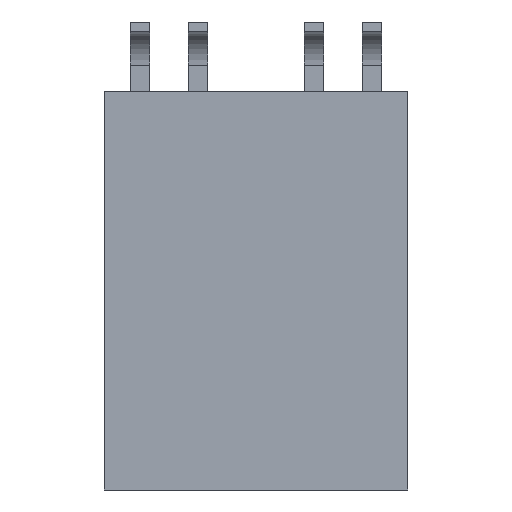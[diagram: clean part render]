
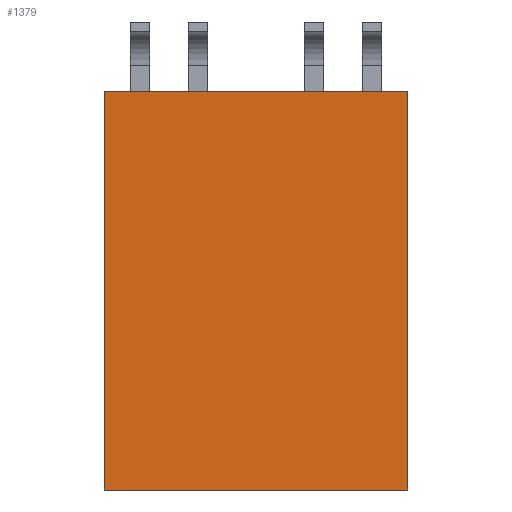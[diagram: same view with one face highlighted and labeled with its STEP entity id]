
A CAD part, front view. The second image highlights one B-rep face of the part: STEP entity #1379.
In plain terms, the highlighted planar face has unit normal (0, -1, 0).
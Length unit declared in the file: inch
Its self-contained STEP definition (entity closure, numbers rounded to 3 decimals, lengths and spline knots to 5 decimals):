
#27 = ORIENTED_EDGE ( 'NONE', *, *, #1560, .F. ) ;
#34 = CARTESIAN_POINT ( 'NONE',  ( -0.39201, 0., -0.515 ) ) ;
#59 = AXIS2_PLACEMENT_3D ( 'NONE', #869, #1308, #548 ) ;
#71 = LINE ( 'NONE', #1351, #304 ) ;
#200 = ORIENTED_EDGE ( 'NONE', *, *, #1605, .F. ) ;
#214 = VERTEX_POINT ( 'NONE', #1863 ) ;
#304 = VECTOR ( 'NONE', #573, 39.37008 ) ;
#364 = ORIENTED_EDGE ( 'NONE', *, *, #1096, .F. ) ;
#444 = VERTEX_POINT ( 'NONE', #1623 ) ;
#500 = DIRECTION ( 'NONE',  ( 0., 0., 1. ) ) ;
#548 = DIRECTION ( 'NONE',  ( 0., 0., 1. ) ) ;
#573 = DIRECTION ( 'NONE',  ( -1., 0., 0. ) ) ;
#589 = CARTESIAN_POINT ( 'NONE',  ( -0.39201, 0., 0.515 ) ) ;
#601 = CARTESIAN_POINT ( 'NONE',  ( 0.39201, 0., 0.515 ) ) ;
#643 = LINE ( 'NONE', #34, #1739 ) ;
#697 = PLANE ( 'NONE',  #59 ) ;
#869 = CARTESIAN_POINT ( 'NONE',  ( 0., 0., 0. ) ) ;
#997 = VECTOR ( 'NONE', #1496, 39.37008 ) ;
#1096 = EDGE_CURVE ( 'NONE', #444, #1811, #643, .T. ) ;
#1117 = VECTOR ( 'NONE', #1779, 39.37008 ) ;
#1171 = ORIENTED_EDGE ( 'NONE', *, *, #1737, .F. ) ;
#1227 = CARTESIAN_POINT ( 'NONE',  ( -0.39201, 0., 0.515 ) ) ;
#1308 = DIRECTION ( 'NONE',  ( 0., 1., 0. ) ) ;
#1351 = CARTESIAN_POINT ( 'NONE',  ( -0.39201, 0., -0.515 ) ) ;
#1359 = CARTESIAN_POINT ( 'NONE',  ( 0.39201, 0., -0.515 ) ) ;
#1379 = ADVANCED_FACE ( 'NONE', ( #1839 ), #697, .F. ) ;
#1496 = DIRECTION ( 'NONE',  ( 0., 0., -1. ) ) ;
#1560 = EDGE_CURVE ( 'NONE', #1811, #1762, #1804, .T. ) ;
#1605 = EDGE_CURVE ( 'NONE', #214, #444, #71, .T. ) ;
#1623 = CARTESIAN_POINT ( 'NONE',  ( -0.39201, 0., -0.515 ) ) ;
#1737 = EDGE_CURVE ( 'NONE', #1762, #214, #1937, .T. ) ;
#1739 = VECTOR ( 'NONE', #500, 39.37008 ) ;
#1762 = VERTEX_POINT ( 'NONE', #601 ) ;
#1779 = DIRECTION ( 'NONE',  ( 1., 0., 0. ) ) ;
#1804 = LINE ( 'NONE', #589, #1117 ) ;
#1811 = VERTEX_POINT ( 'NONE', #1227 ) ;
#1839 = FACE_OUTER_BOUND ( 'NONE', #1883, .T. ) ;
#1863 = CARTESIAN_POINT ( 'NONE',  ( 0.39201, 0., -0.515 ) ) ;
#1883 = EDGE_LOOP ( 'NONE', ( #1171, #27, #364, #200 ) ) ;
#1937 = LINE ( 'NONE', #1359, #997 ) ;
